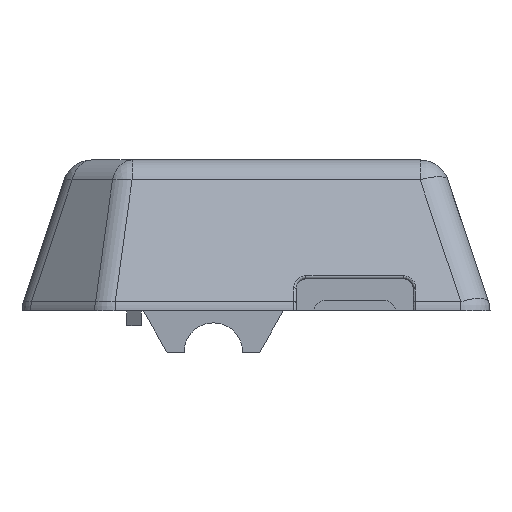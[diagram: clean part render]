
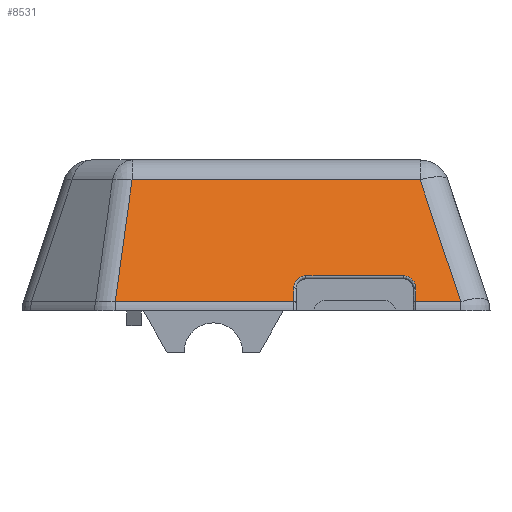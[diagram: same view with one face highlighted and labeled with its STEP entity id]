
A CAD part, left-side view. The second image highlights one B-rep face of the part: STEP entity #8531.
In plain terms, the highlighted planar face has unit normal (-0.949, 0, 0.316).
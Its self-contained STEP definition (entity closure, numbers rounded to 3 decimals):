
#63=ELLIPSE('',#9136,1.318,1.25);
#65=ELLIPSE('',#9141,1.318,1.25);
#823=FACE_OUTER_BOUND('',#1293,.T.);
#1293=EDGE_LOOP('',(#7722,#7723,#7724,#7725,#7726,#7727,#7728,#7729,#7730,
#7731));
#2182=LINE('',#13648,#3185);
#2201=LINE('',#13724,#3204);
#2204=LINE('',#13729,#3207);
#2206=LINE('',#13732,#3209);
#2207=LINE('',#13734,#3210);
#2215=LINE('',#13804,#3218);
#2261=LINE('',#14267,#3264);
#2263=LINE('',#14304,#3266);
#3185=VECTOR('',#10937,10.);
#3204=VECTOR('',#11042,10.);
#3207=VECTOR('',#11049,10.);
#3209=VECTOR('',#11053,10.);
#3210=VECTOR('',#11056,10.);
#3218=VECTOR('',#11098,10.);
#3264=VECTOR('',#11342,10.);
#3266=VECTOR('',#11352,10.);
#3982=VERTEX_POINT('',#13565);
#3983=VERTEX_POINT('',#13569);
#3991=VERTEX_POINT('',#13618);
#3993=VERTEX_POINT('',#13625);
#3995=VERTEX_POINT('',#13631);
#3998=VERTEX_POINT('',#13642);
#4023=VERTEX_POINT('',#13802);
#4069=VERTEX_POINT('',#14259);
#4071=VERTEX_POINT('',#14265);
#4072=VERTEX_POINT('',#14299);
#5093=EDGE_CURVE('',#3998,#3993,#2182,.T.);
#5133=EDGE_CURVE('',#3995,#3998,#2201,.T.);
#5136=EDGE_CURVE('',#3983,#3995,#2204,.T.);
#5138=EDGE_CURVE('',#3993,#3991,#2206,.T.);
#5139=EDGE_CURVE('',#3991,#3982,#2207,.T.);
#5157=EDGE_CURVE('',#4023,#3983,#2215,.T.);
#5253=EDGE_CURVE('',#4069,#4023,#63,.T.);
#5256=EDGE_CURVE('',#4071,#4069,#2261,.T.);
#5259=EDGE_CURVE('',#4072,#4071,#65,.T.);
#5261=EDGE_CURVE('',#3982,#4072,#2263,.T.);
#7722=ORIENTED_EDGE('',*,*,#5136,.F.);
#7723=ORIENTED_EDGE('',*,*,#5157,.F.);
#7724=ORIENTED_EDGE('',*,*,#5253,.F.);
#7725=ORIENTED_EDGE('',*,*,#5256,.F.);
#7726=ORIENTED_EDGE('',*,*,#5259,.F.);
#7727=ORIENTED_EDGE('',*,*,#5261,.F.);
#7728=ORIENTED_EDGE('',*,*,#5139,.F.);
#7729=ORIENTED_EDGE('',*,*,#5138,.F.);
#7730=ORIENTED_EDGE('',*,*,#5093,.F.);
#7731=ORIENTED_EDGE('',*,*,#5133,.F.);
#8081=PLANE('',#9190);
#8531=ADVANCED_FACE('',(#823),#8081,.T.);
#9136=AXIS2_PLACEMENT_3D('',#14261,#11334,#11335);
#9141=AXIS2_PLACEMENT_3D('',#14301,#11346,#11347);
#9190=AXIS2_PLACEMENT_3D('',#14400,#11479,#11480);
#10937=DIRECTION('',(0.,-1.,0.));
#11042=DIRECTION('',(0.314,-0.13,0.941));
#11049=DIRECTION('',(0.,1.,0.));
#11053=DIRECTION('',(-0.302,-0.302,-0.905));
#11056=DIRECTION('',(0.,1.,0.));
#11098=DIRECTION('',(-0.316,0.,-0.949));
#11334=DIRECTION('center_axis',(-0.949,0.,0.316));
#11335=DIRECTION('ref_axis',(0.316,0.,0.949));
#11342=DIRECTION('',(0.,1.,0.));
#11346=DIRECTION('center_axis',(-0.949,0.,0.316));
#11347=DIRECTION('ref_axis',(0.316,0.,0.949));
#11352=DIRECTION('',(0.316,0.,0.949));
#11479=DIRECTION('center_axis',(-0.949,0.,0.316));
#11480=DIRECTION('ref_axis',(0.316,0.,0.949));
#13565=CARTESIAN_POINT('',(-12.346,0.125,5.692));
#13569=CARTESIAN_POINT('',(-12.346,12.625,5.692));
#13618=CARTESIAN_POINT('',(-12.346,-4.5,5.692));
#13625=CARTESIAN_POINT('',(-8.184,-0.338,18.179));
#13631=CARTESIAN_POINT('',(-12.346,30.935,5.692));
#13642=CARTESIAN_POINT('',(-8.184,29.211,18.179));
#13648=CARTESIAN_POINT('',(-8.184,20.419,18.179));
#13724=CARTESIAN_POINT('',(-9.369,29.702,14.622));
#13729=CARTESIAN_POINT('',(-12.346,28.258,5.692));
#13732=CARTESIAN_POINT('',(-7.289,0.557,20.864));
#13734=CARTESIAN_POINT('',(-12.346,28.258,5.692));
#13802=CARTESIAN_POINT('',(-11.874,12.625,7.109));
#13804=CARTESIAN_POINT('',(-12.03,12.625,6.64));
#14259=CARTESIAN_POINT('',(-11.457,11.375,8.359));
#14261=CARTESIAN_POINT('Origin',(-11.874,11.375,7.109));
#14265=CARTESIAN_POINT('',(-11.457,1.375,8.359));
#14267=CARTESIAN_POINT('',(-11.457,17.857,8.359));
#14299=CARTESIAN_POINT('',(-11.874,0.125,7.109));
#14301=CARTESIAN_POINT('Origin',(-11.874,1.375,7.109));
#14304=CARTESIAN_POINT('',(-10.98,0.125,9.79));
#14400=CARTESIAN_POINT('Origin',(-10.,24.339,12.73));
